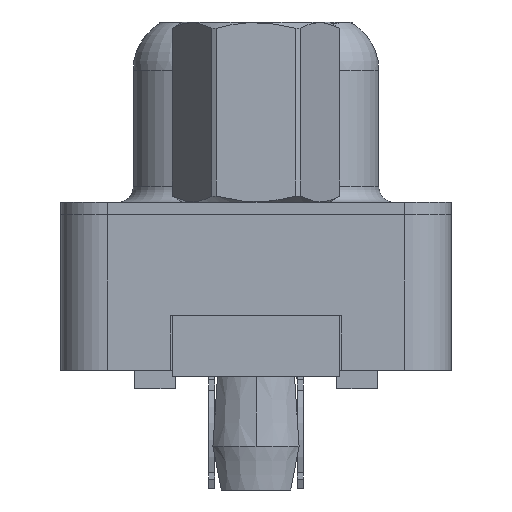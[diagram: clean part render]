
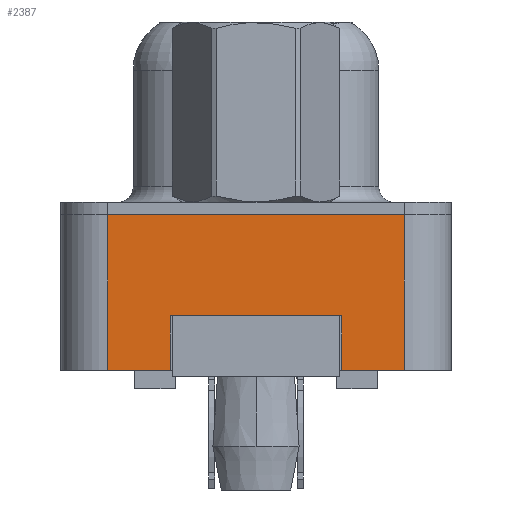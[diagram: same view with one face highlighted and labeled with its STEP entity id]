
A CAD part, left-side view. The second image highlights one B-rep face of the part: STEP entity #2387.
In plain terms, the highlighted planar face has unit normal (-1, 0, 0).
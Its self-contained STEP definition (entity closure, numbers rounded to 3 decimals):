
#370 = DIRECTION ( 'NONE',  ( 0., 1., 0. ) ) ;
#745 = VERTEX_POINT ( 'NONE', #1961 ) ;
#1072 = CARTESIAN_POINT ( 'NONE',  ( -2.905, -4.775, 0. ) ) ;
#1271 = FACE_OUTER_BOUND ( 'NONE', #11421, .T. ) ;
#1309 = ORIENTED_EDGE ( 'NONE', *, *, #19681, .F. ) ;
#1892 = EDGE_CURVE ( 'NONE', #18198, #20166, #21154, .T. ) ;
#1961 = CARTESIAN_POINT ( 'NONE',  ( -2.905, 2.75, -3.25 ) ) ;
#1985 = CARTESIAN_POINT ( 'NONE',  ( -2.905, 4.775, -5. ) ) ;
#2033 = LINE ( 'NONE', #17041, #2239 ) ;
#2239 = VECTOR ( 'NONE', #20173, 1000. ) ;
#2354 = CARTESIAN_POINT ( 'NONE',  ( -2.905, -2.75, -3.25 ) ) ;
#2387 = ADVANCED_FACE ( 'NONE', ( #1271 ), #18008, .T. ) ;
#2533 = VECTOR ( 'NONE', #6029, 1000. ) ;
#2623 = DIRECTION ( 'NONE',  ( 0., -1., 0. ) ) ;
#3055 = EDGE_CURVE ( 'NONE', #18914, #4057, #19014, .T. ) ;
#3098 = DIRECTION ( 'NONE',  ( 0., 0., -1. ) ) ;
#3104 = AXIS2_PLACEMENT_3D ( 'NONE', #7836, #3205, #21348 ) ;
#3205 = DIRECTION ( 'NONE',  ( -1., 0., 0. ) ) ;
#3568 = VERTEX_POINT ( 'NONE', #1072 ) ;
#3946 = CARTESIAN_POINT ( 'NONE',  ( -2.905, 4.775, 0. ) ) ;
#4057 = VERTEX_POINT ( 'NONE', #3946 ) ;
#4535 = ORIENTED_EDGE ( 'NONE', *, *, #10180, .F. ) ;
#4932 = ORIENTED_EDGE ( 'NONE', *, *, #3055, .F. ) ;
#5460 = EDGE_CURVE ( 'NONE', #4057, #3568, #2033, .T. ) ;
#5649 = CARTESIAN_POINT ( 'NONE',  ( -2.905, -2.75, -5. ) ) ;
#6029 = DIRECTION ( 'NONE',  ( 0., -1., 0. ) ) ;
#6450 = EDGE_CURVE ( 'NONE', #17966, #3568, #20019, .T. ) ;
#6598 = EDGE_CURVE ( 'NONE', #20166, #17966, #7359, .T. ) ;
#7279 = ORIENTED_EDGE ( 'NONE', *, *, #6450, .T. ) ;
#7359 = LINE ( 'NONE', #12452, #13373 ) ;
#7836 = CARTESIAN_POINT ( 'NONE',  ( -2.905, -4.775, -5. ) ) ;
#7859 = CARTESIAN_POINT ( 'NONE',  ( -2.905, -2.75, -3.25 ) ) ;
#9166 = CARTESIAN_POINT ( 'NONE',  ( -2.905, -4.775, -5. ) ) ;
#9461 = CARTESIAN_POINT ( 'NONE',  ( -2.905, 2.75, -5. ) ) ;
#9487 = DIRECTION ( 'NONE',  ( 0., 0., -1. ) ) ;
#9762 = ORIENTED_EDGE ( 'NONE', *, *, #6598, .T. ) ;
#9910 = VECTOR ( 'NONE', #15273, 1000. ) ;
#10056 = LINE ( 'NONE', #12001, #19670 ) ;
#10180 = EDGE_CURVE ( 'NONE', #18198, #745, #10056, .T. ) ;
#10240 = CARTESIAN_POINT ( 'NONE',  ( -2.905, -4.775, -5. ) ) ;
#10510 = CARTESIAN_POINT ( 'NONE',  ( -2.905, -4.775, -5. ) ) ;
#11421 = EDGE_LOOP ( 'NONE', ( #16156, #9762, #7279, #18628, #4932, #17302, #1309, #4535 ) ) ;
#12001 = CARTESIAN_POINT ( 'NONE',  ( -2.905, 2.75, -3.25 ) ) ;
#12452 = CARTESIAN_POINT ( 'NONE',  ( -2.905, -4.775, -5. ) ) ;
#12736 = VECTOR ( 'NONE', #9487, 1000. ) ;
#12815 = CARTESIAN_POINT ( 'NONE',  ( -2.905, 2.75, -3.25 ) ) ;
#12951 = VERTEX_POINT ( 'NONE', #9461 ) ;
#13373 = VECTOR ( 'NONE', #2623, 1000. ) ;
#14213 = VECTOR ( 'NONE', #15971, 1000. ) ;
#15273 = DIRECTION ( 'NONE',  ( 0., 0., 1. ) ) ;
#15666 = VECTOR ( 'NONE', #3098, 1000. ) ;
#15971 = DIRECTION ( 'NONE',  ( 0., 0., 1. ) ) ;
#16067 = EDGE_CURVE ( 'NONE', #18914, #12951, #20820, .T. ) ;
#16156 = ORIENTED_EDGE ( 'NONE', *, *, #1892, .T. ) ;
#17041 = CARTESIAN_POINT ( 'NONE',  ( -2.905, -4.775, 0. ) ) ;
#17302 = ORIENTED_EDGE ( 'NONE', *, *, #16067, .T. ) ;
#17511 = CARTESIAN_POINT ( 'NONE',  ( -2.905, 4.775, -5. ) ) ;
#17966 = VERTEX_POINT ( 'NONE', #10240 ) ;
#18008 = PLANE ( 'NONE',  #3104 ) ;
#18198 = VERTEX_POINT ( 'NONE', #2354 ) ;
#18628 = ORIENTED_EDGE ( 'NONE', *, *, #5460, .F. ) ;
#18914 = VERTEX_POINT ( 'NONE', #1985 ) ;
#19014 = LINE ( 'NONE', #17511, #14213 ) ;
#19284 = LINE ( 'NONE', #12815, #15666 ) ;
#19670 = VECTOR ( 'NONE', #370, 1000. ) ;
#19681 = EDGE_CURVE ( 'NONE', #745, #12951, #19284, .T. ) ;
#20019 = LINE ( 'NONE', #10510, #9910 ) ;
#20166 = VERTEX_POINT ( 'NONE', #5649 ) ;
#20173 = DIRECTION ( 'NONE',  ( 0., -1., 0. ) ) ;
#20820 = LINE ( 'NONE', #9166, #2533 ) ;
#21154 = LINE ( 'NONE', #7859, #12736 ) ;
#21348 = DIRECTION ( 'NONE',  ( 0., 0., 1. ) ) ;
